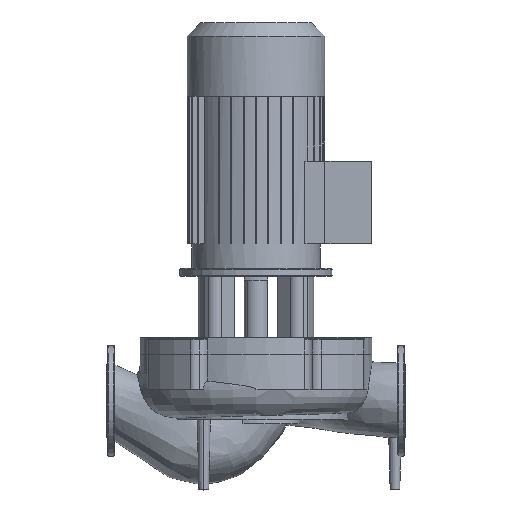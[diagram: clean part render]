
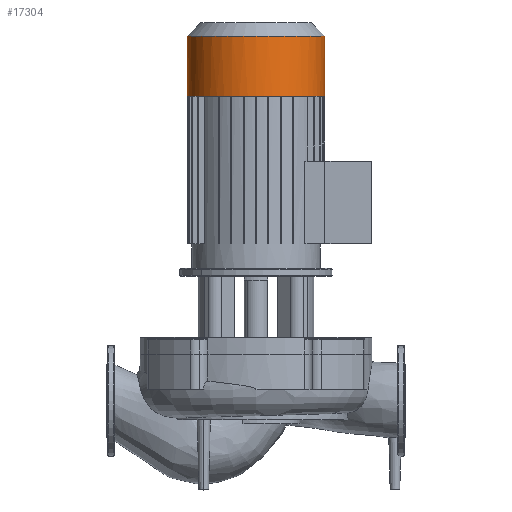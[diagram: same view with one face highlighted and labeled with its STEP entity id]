
A CAD part, top view. The second image highlights one B-rep face of the part: STEP entity #17304.
In plain terms, the highlighted cylindrical face has radius 178 mm (diameter 356 mm), a partial arc.
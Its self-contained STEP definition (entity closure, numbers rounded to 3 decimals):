
#12910=CARTESIAN_POINT('',(563.0,786.5,0.0));
#12911=VERTEX_POINT('',#12910);
#12912=CARTESIAN_POINT('',(563.,941.4,0.0));
#12913=VERTEX_POINT('',#12912);
#12914=CARTESIAN_POINT('',(563.0,786.5,0.0));
#12915=DIRECTION('',(0.0,1.0,0.0));
#12916=VECTOR('',#12915,154.9);
#12917=LINE('',#12914,#12916);
#12918=EDGE_CURVE('',#12911,#12913,#12917,.T.);
#12920=CARTESIAN_POINT('',(207.0,786.5,0.));
#12921=VERTEX_POINT('',#12920);
#12929=CARTESIAN_POINT('',(207.0,941.4,0.));
#12930=VERTEX_POINT('',#12929);
#12931=CARTESIAN_POINT('',(207.0,786.5,0.));
#12932=DIRECTION('',(0.0,1.0,0.0));
#12933=VECTOR('',#12932,154.9);
#12934=LINE('',#12931,#12933);
#12935=EDGE_CURVE('',#12921,#12930,#12934,.T.);
#15853=CARTESIAN_POINT('',(385.0,786.5,0.0));
#15854=DIRECTION('',(0.0,1.0,0.0));
#15855=DIRECTION('',(1.0,0.0,0.0));
#15856=AXIS2_PLACEMENT_3D('',#15853,#15854,#15855);
#15857=CIRCLE('',#15856,178.0);
#15858=EDGE_CURVE('',#12921,#12911,#15857,.T.);
#17283=CARTESIAN_POINT('',(385.0,941.4,0.0));
#17284=DIRECTION('',(0.0,1.0,0.0));
#17285=DIRECTION('',(1.0,0.0,0.0));
#17286=AXIS2_PLACEMENT_3D('',#17283,#17284,#17285);
#17287=CIRCLE('',#17286,178.0);
#17288=EDGE_CURVE('',#12930,#12913,#17287,.T.);
#17293=CARTESIAN_POINT('',(385.0,977.0,0.0));
#17294=DIRECTION('',(0.0,-1.0,0.0));
#17295=DIRECTION('',(1.0,0.0,0.0));
#17296=AXIS2_PLACEMENT_3D('',#17293,#17294,#17295);
#17297=CYLINDRICAL_SURFACE('',#17296,178.0);
#17298=ORIENTED_EDGE('',*,*,#12918,.T.);
#17299=ORIENTED_EDGE('',*,*,#17288,.F.);
#17300=ORIENTED_EDGE('',*,*,#12935,.F.);
#17301=ORIENTED_EDGE('',*,*,#15858,.T.);
#17302=EDGE_LOOP('',(#17298,#17299,#17300,#17301));
#17303=FACE_OUTER_BOUND('',#17302,.T.);
#17304=ADVANCED_FACE('',(#17303),#17297,.T.);
